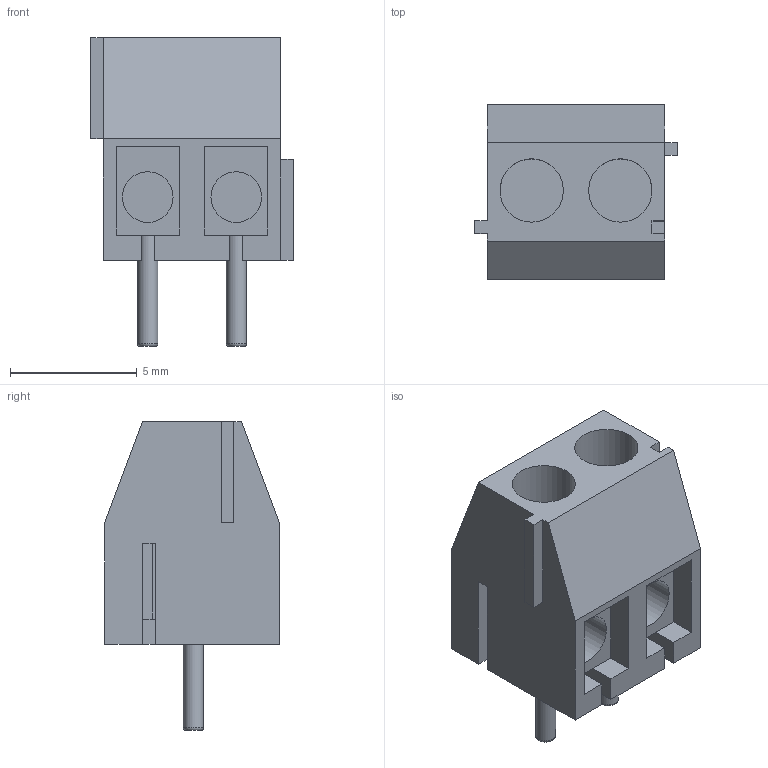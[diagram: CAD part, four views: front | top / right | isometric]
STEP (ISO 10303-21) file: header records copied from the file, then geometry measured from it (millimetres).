
FILE_DESCRIPTION(/* description */ (''),/* implementation_level */ '2;1');
FILE_NAME(/* name */ 'KF350_2P v1.step',/* time_stamp */ '2023-12-27T10:29:34+08:00',/* author */ (''),/* organization */ (''),/* preprocessor_version */ 'ST-DEVELOPER v20',/* originating_system */ 'Autodesk Translation Framework v12.14.0.127',/* authorisation */ '');
FILE_SCHEMA (('AUTOMOTIVE_DESIGN { 1 0 10303 214 3 1 1 }'));
Length unit declared in the file: millimetre
Products named in the file (4): KF350_2P; 零部件1; 零部件2; 零部件3
Assembly tree (3 placements, depth 2):
  KF350_2P
    零部件1
    零部件2
    零部件3
Bounding box: 8 x 6.9 x 12.2 mm (x, y, z)
Volume: 280.6 mm3; surface area: 715.7 mm2
Topology: 3 solids, 3 shells, 64 faces, 172 edges, 112 vertices
Faces by surface type: plane 54, cylinder 8, torus 2
Full cylindrical faces by diameter (mm): 0.8 x2, 2 x2, 2.5 x2
Entity records: 2127 total; most frequent: CARTESIAN_POINT 355, ORIENTED_EDGE 344, DIRECTION 338, EDGE_CURVE 172, LINE 148, VECTOR 148, VERTEX_POINT 112, AXIS2_PLACEMENT_3D 95
